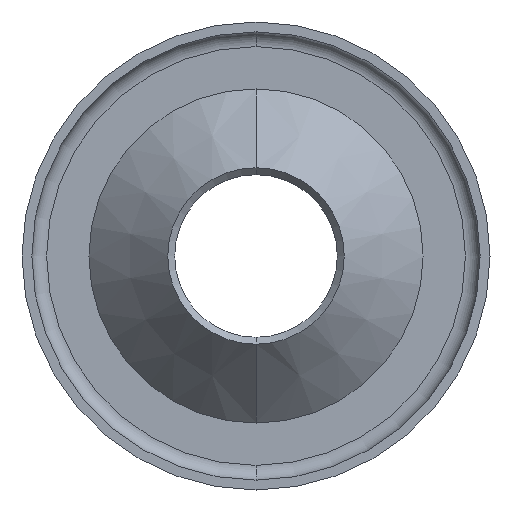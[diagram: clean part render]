
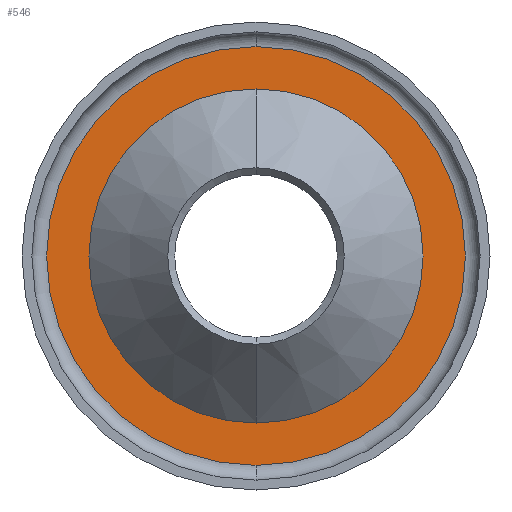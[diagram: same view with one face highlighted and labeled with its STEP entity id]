
A CAD part, front view. The second image highlights one B-rep face of the part: STEP entity #546.
In plain terms, the highlighted planar face has unit normal (0, -1, 0).
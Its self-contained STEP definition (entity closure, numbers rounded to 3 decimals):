
#75 = DIRECTION ( 'NONE',  ( 0., 1., 0. ) ) ;
#81 = CARTESIAN_POINT ( 'NONE',  ( 0., 2., 0. ) ) ;
#100 = DIRECTION ( 'NONE',  ( 0., 0., 1. ) ) ;
#108 = CARTESIAN_POINT ( 'NONE',  ( 0., 2., 0. ) ) ;
#109 = DIRECTION ( 'NONE',  ( 0., 0., 1. ) ) ;
#110 = DIRECTION ( 'NONE',  ( 0., 1., 0. ) ) ;
#143 = FACE_OUTER_BOUND ( 'NONE', #251, .T. ) ;
#240 = ORIENTED_EDGE ( 'NONE', *, *, #547, .F. ) ;
#241 = EDGE_LOOP ( 'NONE', ( #257, #271 ) ) ;
#251 = EDGE_LOOP ( 'NONE', ( #256, #240 ) ) ;
#256 = ORIENTED_EDGE ( 'NONE', *, *, #554, .F. ) ;
#257 = ORIENTED_EDGE ( 'NONE', *, *, #544, .T. ) ;
#271 = ORIENTED_EDGE ( 'NONE', *, *, #553, .T. ) ;
#317 = VERTEX_POINT ( 'NONE', #444 ) ;
#318 = VERTEX_POINT ( 'NONE', #449 ) ;
#324 = VERTEX_POINT ( 'NONE', #451 ) ;
#326 = VERTEX_POINT ( 'NONE', #498 ) ;
#336 = FACE_BOUND ( 'NONE', #241, .T. ) ;
#385 = AXIS2_PLACEMENT_3D ( 'NONE', #81, #110, #100 ) ;
#407 = AXIS2_PLACEMENT_3D ( 'NONE', #108, #75, #109 ) ;
#410 = CIRCLE ( 'NONE', #407, 3.391 ) ;
#415 = CIRCLE ( 'NONE', #385, 4.25 ) ;
#416 = AXIS2_PLACEMENT_3D ( 'NONE', #483, #493, #497 ) ;
#418 = AXIS2_PLACEMENT_3D ( 'NONE', #459, #489, #518 ) ;
#419 = CIRCLE ( 'NONE', #416, 4.25 ) ;
#421 = AXIS2_PLACEMENT_3D ( 'NONE', #499, #492, #491 ) ;
#433 = CIRCLE ( 'NONE', #421, 3.391 ) ;
#444 = CARTESIAN_POINT ( 'NONE',  ( 0., 2., 4.25 ) ) ;
#449 = CARTESIAN_POINT ( 'NONE',  ( 0., 2., 3.391 ) ) ;
#451 = CARTESIAN_POINT ( 'NONE',  ( 0., 2., -3.391 ) ) ;
#459 = CARTESIAN_POINT ( 'NONE',  ( 0., 2., 4.25 ) ) ;
#483 = CARTESIAN_POINT ( 'NONE',  ( 0., 2., 0. ) ) ;
#489 = DIRECTION ( 'NONE',  ( 0., -1., 0. ) ) ;
#491 = DIRECTION ( 'NONE',  ( 0., 0., 1. ) ) ;
#492 = DIRECTION ( 'NONE',  ( 0., 1., 0. ) ) ;
#493 = DIRECTION ( 'NONE',  ( 0., 1., 0. ) ) ;
#497 = DIRECTION ( 'NONE',  ( 0., 0., 1. ) ) ;
#498 = CARTESIAN_POINT ( 'NONE',  ( 0., 2., -4.25 ) ) ;
#499 = CARTESIAN_POINT ( 'NONE',  ( 0., 2., 0. ) ) ;
#518 = DIRECTION ( 'NONE',  ( 0., 0., -1. ) ) ;
#520 = PLANE ( 'NONE',  #418 ) ;
#544 = EDGE_CURVE ( 'NONE', #318, #324, #433, .T. ) ;
#546 = ADVANCED_FACE ( 'NONE', ( #336, #143 ), #520, .T. ) ;
#547 = EDGE_CURVE ( 'NONE', #326, #317, #419, .T. ) ;
#553 = EDGE_CURVE ( 'NONE', #324, #318, #410, .T. ) ;
#554 = EDGE_CURVE ( 'NONE', #317, #326, #415, .T. ) ;
